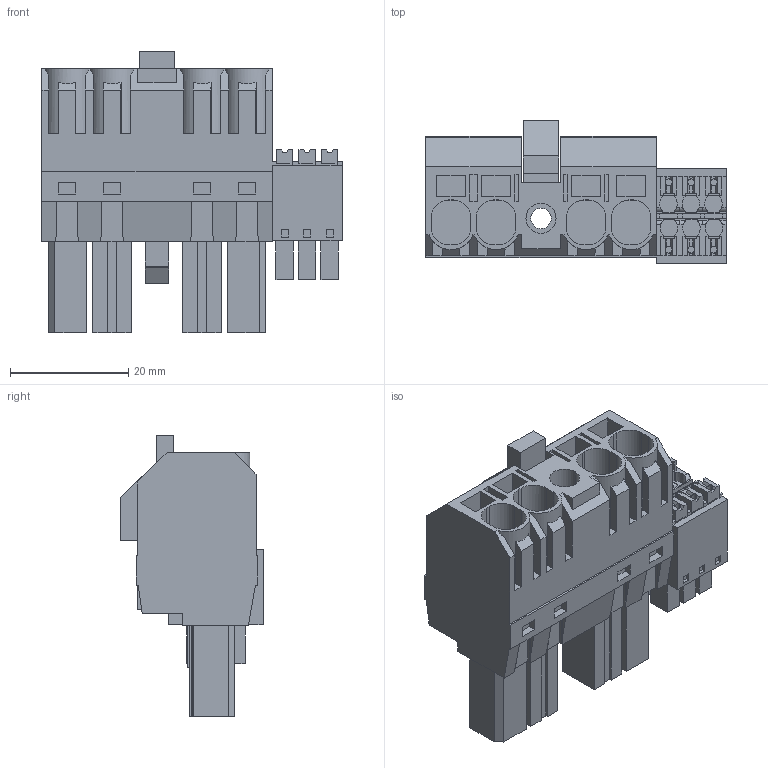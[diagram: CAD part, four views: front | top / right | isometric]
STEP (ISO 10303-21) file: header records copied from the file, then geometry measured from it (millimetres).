
FILE_DESCRIPTION(('CATIA V5 STEP Exchange','CAx-IF Rec.Pracs.--- Model Styling and Organization---1.4--- 2014-01-23'),'2;1');
FILE_NAME ('358263-4_0_2628460000_2628460000.stp','2023-09-07T12:53:43+00:00',('none'),('Weidmueller'),'CATIA Version 5-6 Release 2016 SP3 HF44','CATIA V5 STEP AP214','none');
FILE_SCHEMA(('AUTOMOTIVE_DESIGN { 1 0 10303 214 1 1 1 1 }'));
Length unit declared in the file: millimetre
Products named in the file (1): 2628460000
Bounding box: 50.84 x 24.13 x 47.7 mm (x, y, z)
Volume: 23936.8 mm3; surface area: 12744.4 mm2
Topology: 8 solids, 8 shells, 769 faces, 2121 edges, 1409 vertices
Faces by surface type: plane 691, cylinder 78
Entity records: 23199 total; most frequent: CARTESIAN_POINT 4598, ORIENTED_EDGE 4242, DIRECTION 3111, EDGE_CURVE 2121, VECTOR 1887, LINE 1887, VERTEX_POINT 1409, EDGE_LOOP 824
